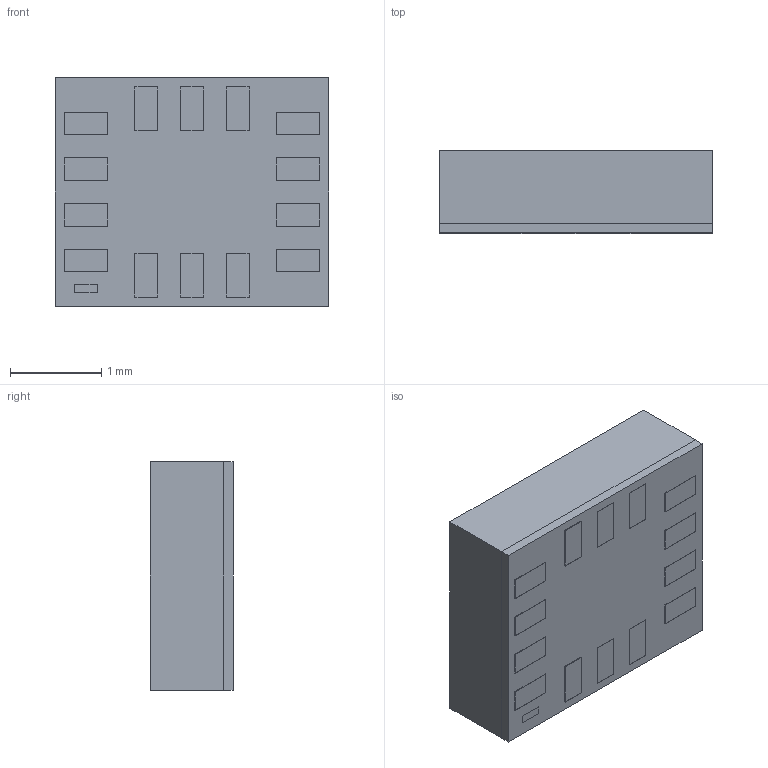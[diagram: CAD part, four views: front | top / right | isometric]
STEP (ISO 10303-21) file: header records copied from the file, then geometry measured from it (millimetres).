
FILE_DESCRIPTION (( 'STEP AP214' ), '1' );
FILE_NAME ('ICM-20600.STEP', '2022-02-25T10:42:04', ( 'ADMIN' ), ( '' ), 'SwSTEP 2.0', 'SolidWorks 2016', '' );
FILE_SCHEMA (( 'AUTOMOTIVE_DESIGN' ));
Length unit declared in the file: millimetre
Products named in the file (1): ICM-20600
Bounding box: 3 x 0.91 x 2.5 mm (x, y, z)
Volume: 6.8 mm3; surface area: 46.6 mm2
Topology: 16 solids, 16 shells, 241 faces, 542 edges, 362 vertices
Faces by surface type: plane 237, cylinder 4
Entity records: 6903 total; most frequent: CARTESIAN_POINT 1146, ORIENTED_EDGE 1084, DIRECTION 1034, EDGE_CURVE 542, VECTOR 534, LINE 534, VERTEX_POINT 362, EDGE_LOOP 270
